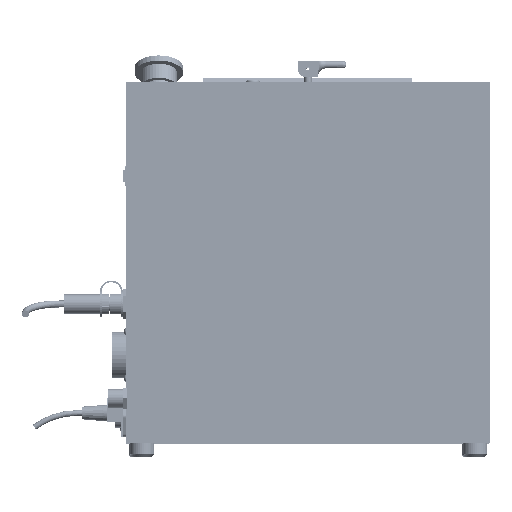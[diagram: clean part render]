
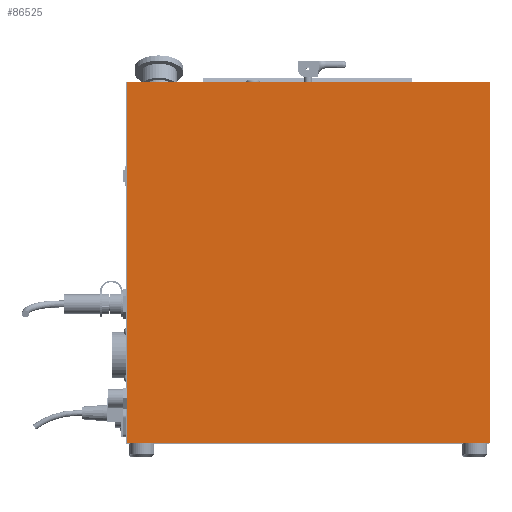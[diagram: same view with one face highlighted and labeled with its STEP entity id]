
A CAD part, left-side view. The second image highlights one B-rep face of the part: STEP entity #86525.
In plain terms, the highlighted planar face has unit normal (-1, 0, 0).
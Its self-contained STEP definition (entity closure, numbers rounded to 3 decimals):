
#2646=LINE('',#142452,#10347);
#2650=LINE('',#142459,#10351);
#2653=LINE('',#142465,#10354);
#2655=LINE('',#142468,#10356);
#10347=VECTOR('',#107022,11.142);
#10351=VECTOR('',#107028,11.181);
#10354=VECTOR('',#107033,11.142);
#10356=VECTOR('',#107037,11.181);
#17335=PLANE('',#93634);
#23962=FACE_OUTER_BOUND('',#30443,.T.);
#30443=EDGE_LOOP('',(#63232,#63233,#63234,#63235));
#40402=VERTEX_POINT('',#142449);
#40403=VERTEX_POINT('',#142451);
#40405=VERTEX_POINT('',#142457);
#40407=VERTEX_POINT('',#142463);
#48956=EDGE_CURVE('',#40402,#40403,#2646,.T.);
#48960=EDGE_CURVE('',#40405,#40402,#2650,.T.);
#48963=EDGE_CURVE('',#40407,#40405,#2653,.T.);
#48965=EDGE_CURVE('',#40403,#40407,#2655,.T.);
#63232=ORIENTED_EDGE('',*,*,#48965,.F.);
#63233=ORIENTED_EDGE('',*,*,#48956,.F.);
#63234=ORIENTED_EDGE('',*,*,#48960,.F.);
#63235=ORIENTED_EDGE('',*,*,#48963,.F.);
#86525=ADVANCED_FACE('',(#23962),#17335,.F.);
#93634=AXIS2_PLACEMENT_3D('',#142469,#107038,#107039);
#107022=DIRECTION('',(0.,0.,-1.));
#107028=DIRECTION('',(0.,-1.,0.));
#107033=DIRECTION('',(0.,0.,1.));
#107037=DIRECTION('',(0.,1.,0.));
#107038=DIRECTION('center_axis',(1.,0.,0.));
#107039=DIRECTION('ref_axis',(0.,0.,1.));
#142449=CARTESIAN_POINT('',(-5.02,-5.622,4.88));
#142451=CARTESIAN_POINT('',(-5.02,-5.622,-6.261));
#142452=CARTESIAN_POINT('',(-5.02,-5.622,4.88));
#142457=CARTESIAN_POINT('',(-5.02,5.559,4.88));
#142459=CARTESIAN_POINT('',(-5.02,5.559,4.88));
#142463=CARTESIAN_POINT('',(-5.02,5.559,-6.261));
#142465=CARTESIAN_POINT('',(-5.02,5.559,-6.261));
#142468=CARTESIAN_POINT('',(-5.02,-5.622,-6.261));
#142469=CARTESIAN_POINT('Origin',(-5.02,-0.032,
-0.691));
